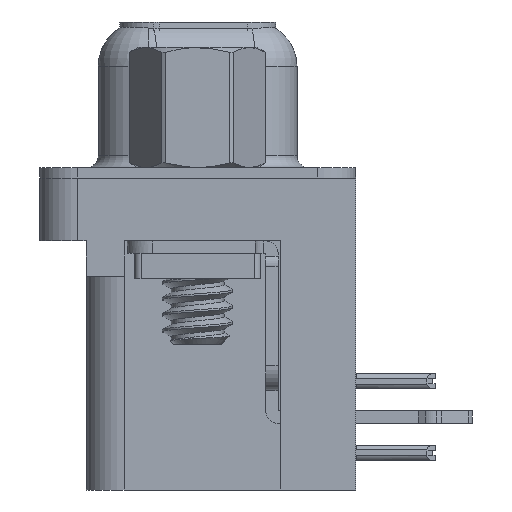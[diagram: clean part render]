
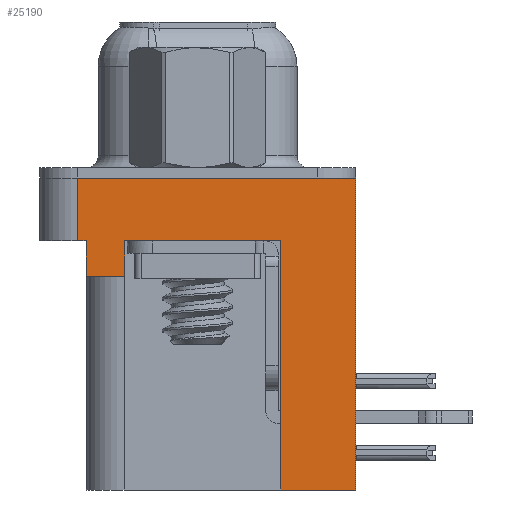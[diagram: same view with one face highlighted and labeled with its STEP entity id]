
A CAD part, left-side view. The second image highlights one B-rep face of the part: STEP entity #25190.
In plain terms, the highlighted planar face has unit normal (-1, 0, 0).
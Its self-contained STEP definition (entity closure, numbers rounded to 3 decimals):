
#1627 = ORIENTED_EDGE ( 'NONE', *, *, #32463, .T. ) ;
#1661 = CARTESIAN_POINT ( 'NONE',  ( -2.935, -3.295, -12.4 ) ) ;
#2019 = CARTESIAN_POINT ( 'NONE',  ( -2.935, 4.775, -2.5 ) ) ;
#2351 = DIRECTION ( 'NONE',  ( 0., 1., 0. ) ) ;
#2415 = DIRECTION ( 'NONE',  ( 0., 0., 1. ) ) ;
#2683 = CARTESIAN_POINT ( 'NONE',  ( -2.935, -3.295, -12.4 ) ) ;
#2994 = VERTEX_POINT ( 'NONE', #5707 ) ;
#3610 = CARTESIAN_POINT ( 'NONE',  ( -2.935, -3.295, -2.5 ) ) ;
#4211 = LINE ( 'NONE', #32202, #26377 ) ;
#4320 = CARTESIAN_POINT ( 'NONE',  ( -2.935, -6.275, 0. ) ) ;
#5327 = CARTESIAN_POINT ( 'NONE',  ( -2.935, -6.275, -2.5 ) ) ;
#5363 = LINE ( 'NONE', #30874, #22633 ) ;
#5453 = VERTEX_POINT ( 'NONE', #20757 ) ;
#5707 = CARTESIAN_POINT ( 'NONE',  ( -2.935, 4.425, -2.5 ) ) ;
#6497 = DIRECTION ( 'NONE',  ( 0., -1., 0. ) ) ;
#6798 = EDGE_CURVE ( 'NONE', #30178, #5453, #27190, .T. ) ;
#6943 = CARTESIAN_POINT ( 'NONE',  ( -2.935, -6.275, -12.4 ) ) ;
#7172 = AXIS2_PLACEMENT_3D ( 'NONE', #5327, #29858, #31331 ) ;
#7735 = EDGE_CURVE ( 'NONE', #31642, #17677, #4211, .T. ) ;
#7784 = EDGE_LOOP ( 'NONE', ( #23375, #18122, #8798, #27691, #29475, #20474, #23982, #10706, #30486, #1627 ) ) ;
#8602 = CARTESIAN_POINT ( 'NONE',  ( -2.935, -6.275, 0. ) ) ;
#8798 = ORIENTED_EDGE ( 'NONE', *, *, #14900, .T. ) ;
#9636 = PLANE ( 'NONE',  #7172 ) ;
#9964 = FACE_OUTER_BOUND ( 'NONE', #7784, .T. ) ;
#10404 = EDGE_CURVE ( 'NONE', #30020, #27417, #30966, .T. ) ;
#10652 = DIRECTION ( 'NONE',  ( 0., -1., 0. ) ) ;
#10706 = ORIENTED_EDGE ( 'NONE', *, *, #10404, .F. ) ;
#11562 = CARTESIAN_POINT ( 'NONE',  ( -2.935, 4.425, -3.9 ) ) ;
#11704 = VECTOR ( 'NONE', #14406, 1000. ) ;
#12843 = EDGE_CURVE ( 'NONE', #5453, #24134, #17209, .T. ) ;
#14406 = DIRECTION ( 'NONE',  ( 0., -1., 0. ) ) ;
#14900 = EDGE_CURVE ( 'NONE', #30178, #2994, #26424, .T. ) ;
#14978 = VECTOR ( 'NONE', #15549, 1000. ) ;
#15549 = DIRECTION ( 'NONE',  ( 0., 0., 1. ) ) ;
#15896 = EDGE_CURVE ( 'NONE', #17677, #2994, #17140, .T. ) ;
#16479 = CARTESIAN_POINT ( 'NONE',  ( -2.935, 4.425, -3.9 ) ) ;
#16777 = DIRECTION ( 'NONE',  ( 0., 1., 0. ) ) ;
#17140 = LINE ( 'NONE', #11562, #17441 ) ;
#17209 = LINE ( 'NONE', #4320, #11704 ) ;
#17414 = LINE ( 'NONE', #2683, #26216 ) ;
#17441 = VECTOR ( 'NONE', #2415, 1000. ) ;
#17677 = VERTEX_POINT ( 'NONE', #16479 ) ;
#17731 = DIRECTION ( 'NONE',  ( 0., 0., 1. ) ) ;
#18122 = ORIENTED_EDGE ( 'NONE', *, *, #6798, .F. ) ;
#18369 = CARTESIAN_POINT ( 'NONE',  ( -2.935, -3.295, -12.4 ) ) ;
#18463 = VECTOR ( 'NONE', #6497, 1000. ) ;
#19028 = VERTEX_POINT ( 'NONE', #6943 ) ;
#19878 = CARTESIAN_POINT ( 'NONE',  ( -2.935, 2.895, -3.9 ) ) ;
#20310 = CARTESIAN_POINT ( 'NONE',  ( -2.935, 2.895, -3.9 ) ) ;
#20474 = ORIENTED_EDGE ( 'NONE', *, *, #31927, .T. ) ;
#20591 = EDGE_CURVE ( 'NONE', #26052, #27417, #5363, .T. ) ;
#20757 = CARTESIAN_POINT ( 'NONE',  ( -2.935, 4.775, 0. ) ) ;
#22497 = CARTESIAN_POINT ( 'NONE',  ( -2.935, 2.895, -2.5 ) ) ;
#22633 = VECTOR ( 'NONE', #10652, 1000. ) ;
#23223 = VECTOR ( 'NONE', #28494, 1000. ) ;
#23375 = ORIENTED_EDGE ( 'NONE', *, *, #12843, .F. ) ;
#23982 = ORIENTED_EDGE ( 'NONE', *, *, #20591, .T. ) ;
#24134 = VERTEX_POINT ( 'NONE', #8602 ) ;
#25190 = ADVANCED_FACE ( 'NONE', ( #9964 ), #9636, .T. ) ;
#26052 = VERTEX_POINT ( 'NONE', #22497 ) ;
#26216 = VECTOR ( 'NONE', #2351, 1000. ) ;
#26377 = VECTOR ( 'NONE', #16777, 1000. ) ;
#26424 = LINE ( 'NONE', #28735, #18463 ) ;
#26769 = VECTOR ( 'NONE', #17731, 1000. ) ;
#27190 = LINE ( 'NONE', #2019, #14978 ) ;
#27417 = VERTEX_POINT ( 'NONE', #3610 ) ;
#27691 = ORIENTED_EDGE ( 'NONE', *, *, #15896, .F. ) ;
#28494 = DIRECTION ( 'NONE',  ( 0., 0., 1. ) ) ;
#28735 = CARTESIAN_POINT ( 'NONE',  ( -2.935, -6.275, -2.5 ) ) ;
#29351 = VECTOR ( 'NONE', #30155, 1000. ) ;
#29475 = ORIENTED_EDGE ( 'NONE', *, *, #7735, .F. ) ;
#29700 = LINE ( 'NONE', #32668, #26769 ) ;
#29858 = DIRECTION ( 'NONE',  ( -1., 0., 0. ) ) ;
#30020 = VERTEX_POINT ( 'NONE', #1661 ) ;
#30155 = DIRECTION ( 'NONE',  ( 0., 0., 1. ) ) ;
#30178 = VERTEX_POINT ( 'NONE', #30950 ) ;
#30486 = ORIENTED_EDGE ( 'NONE', *, *, #32443, .F. ) ;
#30874 = CARTESIAN_POINT ( 'NONE',  ( -2.935, -6.275, -2.5 ) ) ;
#30950 = CARTESIAN_POINT ( 'NONE',  ( -2.935, 4.775, -2.5 ) ) ;
#30966 = LINE ( 'NONE', #18369, #23223 ) ;
#31331 = DIRECTION ( 'NONE',  ( 0., 0., 1. ) ) ;
#31642 = VERTEX_POINT ( 'NONE', #20310 ) ;
#31927 = EDGE_CURVE ( 'NONE', #31642, #26052, #32635, .T. ) ;
#32202 = CARTESIAN_POINT ( 'NONE',  ( -2.935, 4.425, -3.9 ) ) ;
#32443 = EDGE_CURVE ( 'NONE', #19028, #30020, #17414, .T. ) ;
#32463 = EDGE_CURVE ( 'NONE', #19028, #24134, #29700, .T. ) ;
#32635 = LINE ( 'NONE', #19878, #29351 ) ;
#32668 = CARTESIAN_POINT ( 'NONE',  ( -2.935, -6.275, -2.5 ) ) ;
